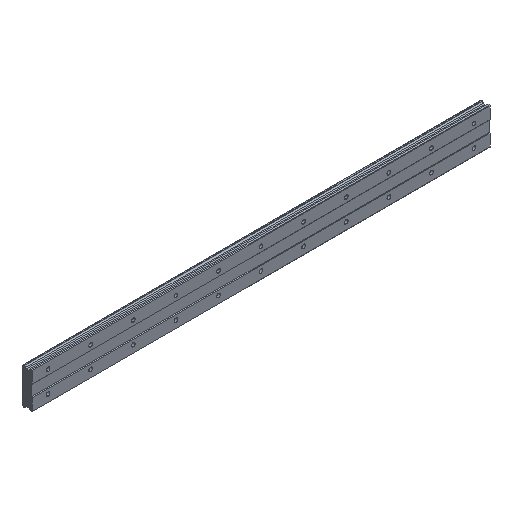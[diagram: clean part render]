
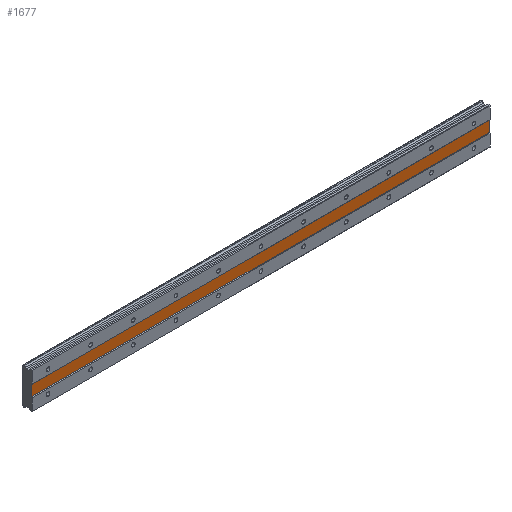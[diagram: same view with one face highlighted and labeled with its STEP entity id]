
A CAD part, isometric view. The second image highlights one B-rep face of the part: STEP entity #1677.
In plain terms, the highlighted planar face has unit normal (0, -1, 0).
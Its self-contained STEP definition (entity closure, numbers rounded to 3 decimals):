
#396 = EDGE_CURVE ( 'NONE', #2446, #4097, #4426, .T. ) ;
#560 = CARTESIAN_POINT ( 'NONE',  ( 830., 1., 10. ) ) ;
#648 = LINE ( 'NONE', #2761, #4350 ) ;
#823 = ORIENTED_EDGE ( 'NONE', *, *, #3800, .F. ) ;
#938 = ORIENTED_EDGE ( 'NONE', *, *, #3367, .F. ) ;
#1234 = CARTESIAN_POINT ( 'NONE',  ( 830., 1., 10. ) ) ;
#1245 = DIRECTION ( 'NONE',  ( 0., 0., -1. ) ) ;
#1287 = VECTOR ( 'NONE', #2314, 1000. ) ;
#1326 = DIRECTION ( 'NONE',  ( 0., 0., 1. ) ) ;
#1577 = DIRECTION ( 'NONE',  ( 1., 0., 0. ) ) ;
#1675 = EDGE_LOOP ( 'NONE', ( #1967, #938, #823, #3659 ) ) ;
#1677 = ADVANCED_FACE ( 'NONE', ( #3434 ), #1690, .F. ) ;
#1690 = PLANE ( 'NONE',  #1728 ) ;
#1728 = AXIS2_PLACEMENT_3D ( 'NONE', #2714, #3068, #1326 ) ;
#1967 = ORIENTED_EDGE ( 'NONE', *, *, #4035, .T. ) ;
#1990 = VERTEX_POINT ( 'NONE', #1234 ) ;
#2314 = DIRECTION ( 'NONE',  ( 0., 0., -1. ) ) ;
#2446 = VERTEX_POINT ( 'NONE', #3756 ) ;
#2603 = VECTOR ( 'NONE', #1577, 1000. ) ;
#2706 = CARTESIAN_POINT ( 'NONE',  ( -30., 1., 34.482 ) ) ;
#2714 = CARTESIAN_POINT ( 'NONE',  ( 830., 1., 10. ) ) ;
#2761 = CARTESIAN_POINT ( 'NONE',  ( 830., 1., -10. ) ) ;
#3066 = DIRECTION ( 'NONE',  ( 1., 0., 0. ) ) ;
#3068 = DIRECTION ( 'NONE',  ( 0., 1., 0. ) ) ;
#3164 = VECTOR ( 'NONE', #1245, 1000. ) ;
#3195 = CARTESIAN_POINT ( 'NONE',  ( -30., 1., -10. ) ) ;
#3240 = VERTEX_POINT ( 'NONE', #4344 ) ;
#3367 = EDGE_CURVE ( 'NONE', #1990, #3240, #4154, .T. ) ;
#3434 = FACE_OUTER_BOUND ( 'NONE', #1675, .T. ) ;
#3659 = ORIENTED_EDGE ( 'NONE', *, *, #396, .T. ) ;
#3756 = CARTESIAN_POINT ( 'NONE',  ( -30., 1., 10. ) ) ;
#3800 = EDGE_CURVE ( 'NONE', #2446, #1990, #4025, .T. ) ;
#4025 = LINE ( 'NONE', #560, #2603 ) ;
#4035 = EDGE_CURVE ( 'NONE', #4097, #3240, #648, .T. ) ;
#4097 = VERTEX_POINT ( 'NONE', #3195 ) ;
#4154 = LINE ( 'NONE', #4473, #1287 ) ;
#4344 = CARTESIAN_POINT ( 'NONE',  ( 830., 1., -10. ) ) ;
#4350 = VECTOR ( 'NONE', #3066, 1000. ) ;
#4426 = LINE ( 'NONE', #2706, #3164 ) ;
#4473 = CARTESIAN_POINT ( 'NONE',  ( 830., 1., 34.482 ) ) ;
